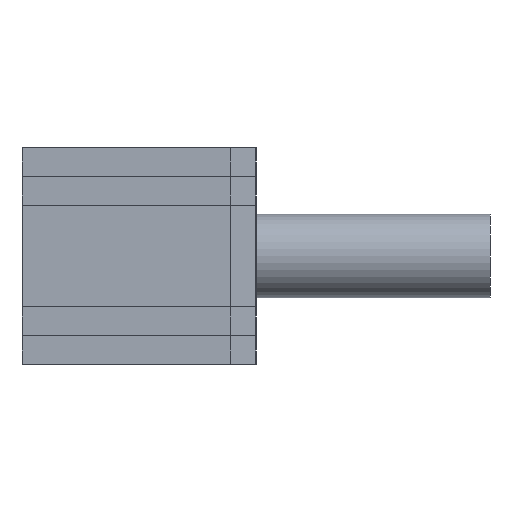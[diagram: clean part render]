
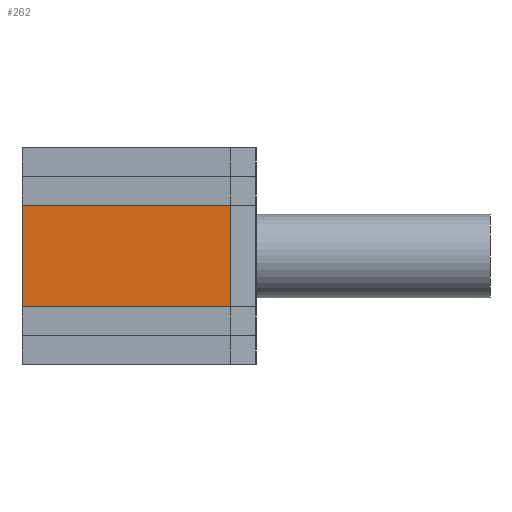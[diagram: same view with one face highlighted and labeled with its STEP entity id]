
A CAD part, left-side view. The second image highlights one B-rep face of the part: STEP entity #262.
In plain terms, the highlighted face is planar.
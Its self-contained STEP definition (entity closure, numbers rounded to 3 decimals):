
#86 = DIRECTION ( 'NONE',  ( -1., 0., 0. ) ) ;
#114 = EDGE_CURVE ( 'NONE', #451, #808, #510, .T. ) ;
#195 = CARTESIAN_POINT ( 'NONE',  ( 2.6, 0., -10. ) ) ;
#254 = VECTOR ( 'NONE', #2517, 1000. ) ;
#262 = ADVANCED_FACE ( 'NONE', ( #953 ), #1816, .T. ) ;
#277 = EDGE_CURVE ( 'NONE', #1410, #851, #742, .T. ) ;
#284 = CARTESIAN_POINT ( 'NONE',  ( 2.6, -4.2, -10. ) ) ;
#386 = CARTESIAN_POINT ( 'NONE',  ( 2.6, -4.2, -10. ) ) ;
#451 = VERTEX_POINT ( 'NONE', #386 ) ;
#510 = LINE ( 'NONE', #284, #1922 ) ;
#524 = VECTOR ( 'NONE', #1911, 1000. ) ;
#619 = CARTESIAN_POINT ( 'NONE',  ( -2.6, 6.5, -10. ) ) ;
#730 = EDGE_LOOP ( 'NONE', ( #2337, #1440, #1159, #1844 ) ) ;
#731 = EDGE_CURVE ( 'NONE', #851, #808, #2724, .T. ) ;
#742 = LINE ( 'NONE', #1169, #2282 ) ;
#808 = VERTEX_POINT ( 'NONE', #2129 ) ;
#851 = VERTEX_POINT ( 'NONE', #619 ) ;
#953 = FACE_OUTER_BOUND ( 'NONE', #730, .T. ) ;
#1159 = ORIENTED_EDGE ( 'NONE', *, *, #731, .F. ) ;
#1169 = CARTESIAN_POINT ( 'NONE',  ( 2.6, 6.5, -10. ) ) ;
#1391 = DIRECTION ( 'NONE',  ( 0., 0., -1. ) ) ;
#1410 = VERTEX_POINT ( 'NONE', #2775 ) ;
#1440 = ORIENTED_EDGE ( 'NONE', *, *, #114, .T. ) ;
#1493 = EDGE_CURVE ( 'NONE', #1410, #451, #2127, .T. ) ;
#1604 = DIRECTION ( 'NONE',  ( -1., 0., 0. ) ) ;
#1816 = PLANE ( 'NONE',  #2509 ) ;
#1844 = ORIENTED_EDGE ( 'NONE', *, *, #277, .F. ) ;
#1911 = DIRECTION ( 'NONE',  ( 0., -1., 0. ) ) ;
#1922 = VECTOR ( 'NONE', #86, 1000. ) ;
#2039 = CARTESIAN_POINT ( 'NONE',  ( -2.6, 0., -10. ) ) ;
#2062 = DIRECTION ( 'NONE',  ( -1., 0., 0. ) ) ;
#2127 = LINE ( 'NONE', #195, #524 ) ;
#2129 = CARTESIAN_POINT ( 'NONE',  ( -2.6, -4.2, -10. ) ) ;
#2282 = VECTOR ( 'NONE', #1604, 1000. ) ;
#2287 = CARTESIAN_POINT ( 'NONE',  ( 2.6, 0., -10. ) ) ;
#2337 = ORIENTED_EDGE ( 'NONE', *, *, #1493, .T. ) ;
#2509 = AXIS2_PLACEMENT_3D ( 'NONE', #2287, #1391, #2062 ) ;
#2517 = DIRECTION ( 'NONE',  ( 0., -1., 0. ) ) ;
#2724 = LINE ( 'NONE', #2039, #254 ) ;
#2775 = CARTESIAN_POINT ( 'NONE',  ( 2.6, 6.5, -10. ) ) ;
